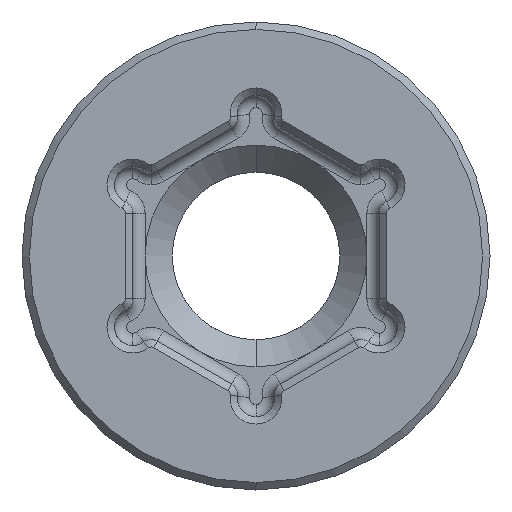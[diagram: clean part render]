
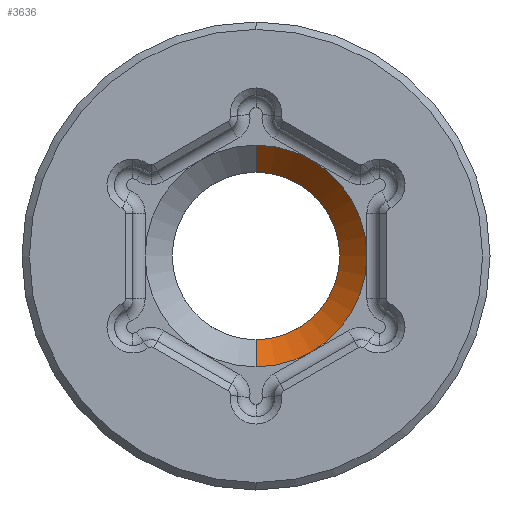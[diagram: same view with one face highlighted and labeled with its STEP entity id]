
A CAD part, left-side view. The second image highlights one B-rep face of the part: STEP entity #3636.
In plain terms, the highlighted conical face has half-angle 45 degrees and reference radius 4.5 mm.
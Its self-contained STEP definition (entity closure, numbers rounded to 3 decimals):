
#87 = CARTESIAN_POINT ( 'NONE',  ( 33.1, 0., 0. ) ) ;
#538 = CARTESIAN_POINT ( 'NONE',  ( 32., 0., 0. ) ) ;
#603 = ORIENTED_EDGE ( 'NONE', *, *, #2677, .T. ) ;
#676 = DIRECTION ( 'NONE',  ( -0.707, 0., -0.707 ) ) ;
#734 = CONICAL_SURFACE ( 'NONE', #2792, 4.5, 0.785 ) ;
#741 = DIRECTION ( 'NONE',  ( -0.707, 0., 0.707 ) ) ;
#924 = DIRECTION ( 'NONE',  ( 0., 0., 1. ) ) ;
#1099 = CARTESIAN_POINT ( 'NONE',  ( 32., 0., 4.5 ) ) ;
#1128 = CIRCLE ( 'NONE', #3113, 3.4 ) ;
#1162 = CARTESIAN_POINT ( 'NONE',  ( 33.1, 0., -3.4 ) ) ;
#1166 = ORIENTED_EDGE ( 'NONE', *, *, #1693, .F. ) ;
#1305 = AXIS2_PLACEMENT_3D ( 'NONE', #4619, #3333, #4938 ) ;
#1312 = FACE_OUTER_BOUND ( 'NONE', #2479, .T. ) ;
#1344 = ORIENTED_EDGE ( 'NONE', *, *, #4980, .T. ) ;
#1693 = EDGE_CURVE ( 'NONE', #4916, #4700, #4709, .T. ) ;
#2145 = CARTESIAN_POINT ( 'NONE',  ( 33.1, 0., 3.4 ) ) ;
#2220 = CARTESIAN_POINT ( 'NONE',  ( 32., 0., -4.5 ) ) ;
#2251 = CARTESIAN_POINT ( 'NONE',  ( 32., 0., 4.5 ) ) ;
#2434 = DIRECTION ( 'NONE',  ( -1., 0., 0. ) ) ;
#2452 = EDGE_CURVE ( 'NONE', #4916, #3118, #1128, .T. ) ;
#2479 = EDGE_LOOP ( 'NONE', ( #4185, #1344, #603, #1166 ) ) ;
#2677 = EDGE_CURVE ( 'NONE', #4955, #4700, #3362, .T. ) ;
#2792 = AXIS2_PLACEMENT_3D ( 'NONE', #538, #2434, #924 ) ;
#2910 = VECTOR ( 'NONE', #676, 1000. ) ;
#2977 = CARTESIAN_POINT ( 'NONE',  ( 32., 0., -4.5 ) ) ;
#3113 = AXIS2_PLACEMENT_3D ( 'NONE', #87, #4776, #3619 ) ;
#3118 = VERTEX_POINT ( 'NONE', #1162 ) ;
#3200 = VECTOR ( 'NONE', #741, 1000. ) ;
#3333 = DIRECTION ( 'NONE',  ( -1., 0., 0. ) ) ;
#3362 = CIRCLE ( 'NONE', #1305, 4.5 ) ;
#3619 = DIRECTION ( 'NONE',  ( 0., 0., 1. ) ) ;
#3636 = ADVANCED_FACE ( 'NONE', ( #1312 ), #734, .F. ) ;
#4185 = ORIENTED_EDGE ( 'NONE', *, *, #2452, .T. ) ;
#4210 = LINE ( 'NONE', #2220, #2910 ) ;
#4619 = CARTESIAN_POINT ( 'NONE',  ( 32., 0., 0. ) ) ;
#4700 = VERTEX_POINT ( 'NONE', #2251 ) ;
#4709 = LINE ( 'NONE', #1099, #3200 ) ;
#4776 = DIRECTION ( 'NONE',  ( 1., 0., 0. ) ) ;
#4916 = VERTEX_POINT ( 'NONE', #2145 ) ;
#4938 = DIRECTION ( 'NONE',  ( 0., 0., 1. ) ) ;
#4955 = VERTEX_POINT ( 'NONE', #2977 ) ;
#4980 = EDGE_CURVE ( 'NONE', #3118, #4955, #4210, .T. ) ;
